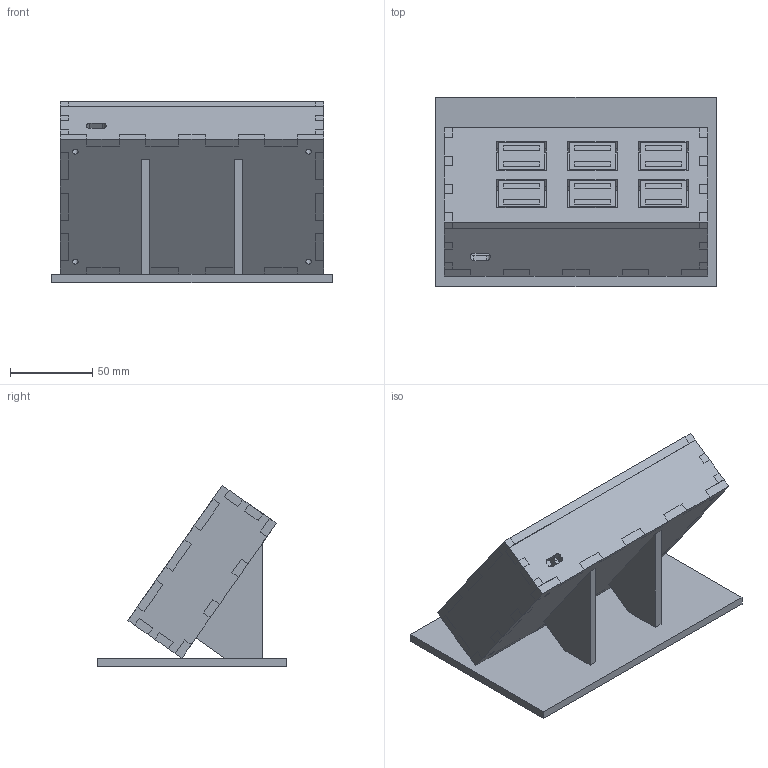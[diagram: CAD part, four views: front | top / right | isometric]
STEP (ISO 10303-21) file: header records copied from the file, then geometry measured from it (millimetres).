
FILE_DESCRIPTION(/* description */ (''),/* implementation_level */ '2;1');
FILE_NAME(/* name */ 'Stream Deck 2.step',/* time_stamp */ '2025-11-02T17:59:12+01:00',/* author */ (''),/* organization */ (''),/* preprocessor_version */ 'ST-DEVELOPER v20.1',/* originating_system */ 'Autodesk Translation Framework v14.17.0.0',/* authorisation */ '');
FILE_SCHEMA (('AUTOMOTIVE_DESIGN { 1 0 10303 214 3 1 1 }'));
Length unit declared in the file: millimetre
Products named in the file (16): 2025-10-28-23-37-11-174; 2025-10-28-23-37-33-604; 2025-10-28-23-39-22-773; 2025-10-28-23-39-22-773_1; 2025-10-28-23-41-32-953; 2025-10-28-23-45-08-304; 2025-10-29-01-09-57-984; 2025-10-29-01-09-57-984_1; 2025-10-29-01-20-39-364; 2025-11-02-17-16-09-727; 2025-11-02-16-11-49-643; 2025-11-02-16-31-47-298; 2025-11-02-16-15-02-738; 2025-11-02-17-00-43-493; 2025-11-02-17-08-04-627; 2025-11-02-17-41-19-104
Assembly tree (20 placements, depth 3):
  2025-10-28-23-37-11-174
    2025-10-28-23-37-33-604
    2025-10-28-23-39-22-773
    2025-10-28-23-39-22-773_1
    2025-10-28-23-41-32-953
    2025-10-28-23-45-08-304
    2025-10-29-01-09-57-984
    2025-10-29-01-09-57-984_1
    2025-10-29-01-20-39-364
    2025-11-02-17-16-09-727  x6
      2025-11-02-16-11-49-643
      2025-11-02-16-31-47-298
      2025-11-02-16-15-02-738
      2025-11-02-17-00-43-493
      2025-11-02-17-08-04-627
    2025-11-02-17-41-19-104
Bounding box: 170 x 115 x 109.9 mm (x, y, z)
Volume: 424361.8 mm3; surface area: 226568.8 mm2
Topology: 39 solids, 39 shells, 712 faces, 1902 edges, 1256 vertices
Faces by surface type: plane 704, cylinder 8
Full cylindrical faces by diameter (mm): 3.5 x4
Entity records: 12925 total; most frequent: CARTESIAN_POINT 2246, ORIENTED_EDGE 2184, DIRECTION 1964, EDGE_CURVE 1092, LINE 1076, VECTOR 1076, VERTEX_POINT 726, AXIS2_PLACEMENT_3D 444
